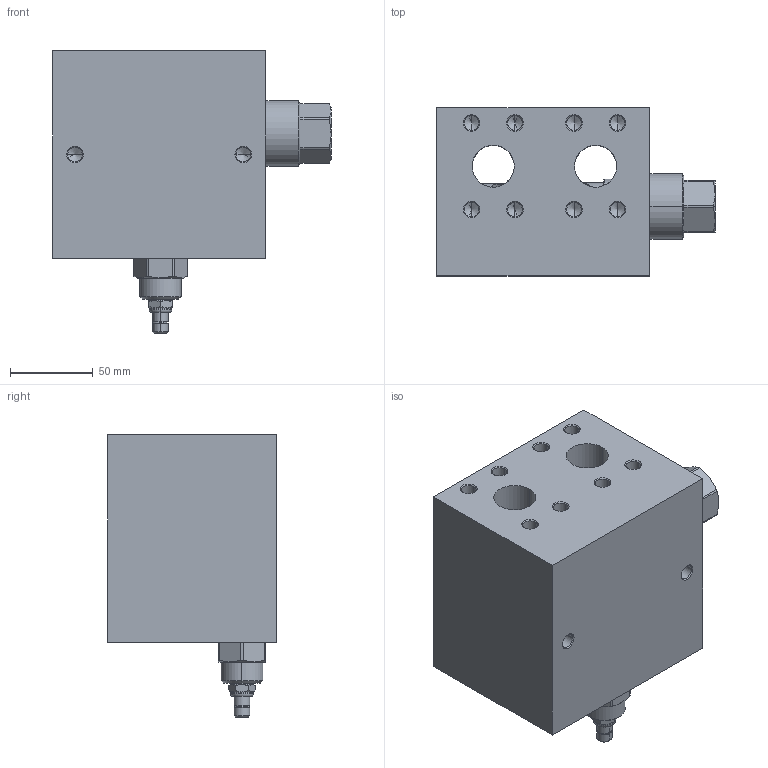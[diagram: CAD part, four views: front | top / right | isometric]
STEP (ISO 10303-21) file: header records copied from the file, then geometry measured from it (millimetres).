
FILE_DESCRIPTION((''),'2;1');
FILE_NAME('XRDMLNNAP_ASM','2021-11-22T',('ProEService'),(''),'PRO/ENGINEER BY PARAMETRIC TECHNOLOGY CORPORATION, 2014200','PRO/ENGINEER BY PARAMETRIC TECHNOLOGY CORPORATION, 2014200','');
FILE_SCHEMA(('CONFIG_CONTROL_DESIGN'));
Length unit declared in the file: inch
Products named in the file (4): 152-385-001; RPGCLNN; DSGHXHN; XRDMLNNAP_ASM
Assembly tree (3 placements, depth 2):
  XRDMLNNAP_ASM
    152-385-001
    RPGCLNN
    DSGHXHN
Bounding box: 168.28 x 101.6 x 170.66 mm (x, y, z)
Volume: 1463768.5 mm3; surface area: 182758.7 mm2
Topology: 9 solids, 10 shells, 779 faces, 2165 edges, 1596 vertices
Faces by surface type: cylinder 313, cone 172, plane 139, torus 133, revolution 22
Entity records: 28211 total; most frequent: CARTESIAN_POINT 8242, DIRECTION 4500, ORIENTED_EDGE 3486, AXIS2_PLACEMENT_3D 1776, EDGE_CURVE 1743, VERTEX_POINT 1069, CIRCLE 1003, VECTOR 926
